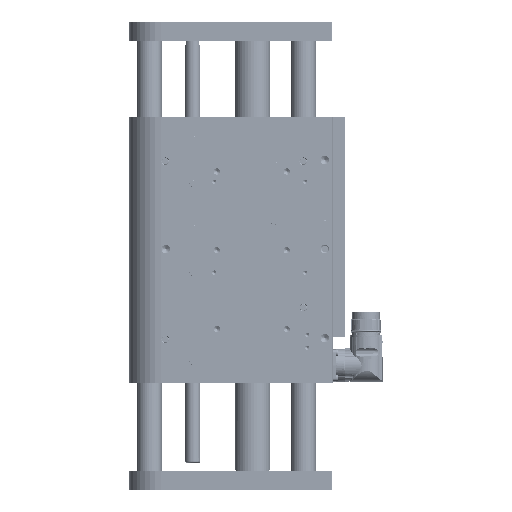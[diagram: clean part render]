
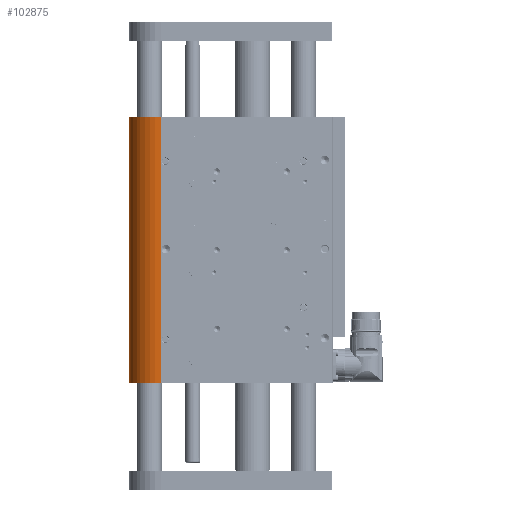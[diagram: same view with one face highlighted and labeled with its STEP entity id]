
A CAD part, left-side view. The second image highlights one B-rep face of the part: STEP entity #102875.
In plain terms, the highlighted cylindrical face has radius 25 mm (diameter 50 mm), a partial arc.
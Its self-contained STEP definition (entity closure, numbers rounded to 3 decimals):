
#2607 = VECTOR ( 'NONE', #36114, 1000. ) ;
#7557 = CARTESIAN_POINT ( 'NONE',  ( 0., 72., 209. ) ) ;
#16273 = VERTEX_POINT ( 'NONE', #49171 ) ;
#19531 = CIRCLE ( 'NONE', #107648, 25. ) ;
#21435 = VERTEX_POINT ( 'NONE', #145298 ) ;
#35125 = CARTESIAN_POINT ( 'NONE',  ( 25., 72., 0. ) ) ;
#36114 = DIRECTION ( 'NONE',  ( 0., 0., -1. ) ) ;
#37839 = CARTESIAN_POINT ( 'NONE',  ( -25., 72., 209. ) ) ;
#37873 = DIRECTION ( 'NONE',  ( 0., 0., 1. ) ) ;
#44183 = LINE ( 'NONE', #83837, #54917 ) ;
#45513 = DIRECTION ( 'NONE',  ( -1., 0., 0. ) ) ;
#49094 = LINE ( 'NONE', #37839, #2607 ) ;
#49171 = CARTESIAN_POINT ( 'NONE',  ( 25., 72., 209. ) ) ;
#49741 = AXIS2_PLACEMENT_3D ( 'NONE', #49974, #37873, #91326 ) ;
#49974 = CARTESIAN_POINT ( 'NONE',  ( 0., 72., 209. ) ) ;
#54776 = CARTESIAN_POINT ( 'NONE',  ( -25., 72., 209. ) ) ;
#54917 = VECTOR ( 'NONE', #96772, 1000. ) ;
#58030 = EDGE_LOOP ( 'NONE', ( #129669, #160145, #125838, #153283 ) ) ;
#63663 = EDGE_CURVE ( 'NONE', #16273, #120768, #167996, .T. ) ;
#67023 = DIRECTION ( 'NONE',  ( 0., 0., 1. ) ) ;
#70215 = VERTEX_POINT ( 'NONE', #35125 ) ;
#79597 = EDGE_CURVE ( 'NONE', #70215, #21435, #19531, .T. ) ;
#83837 = CARTESIAN_POINT ( 'NONE',  ( 25., 72., 209. ) ) ;
#89365 = EDGE_CURVE ( 'NONE', #120768, #21435, #49094, .T. ) ;
#91326 = DIRECTION ( 'NONE',  ( 1., 0., 0. ) ) ;
#96772 = DIRECTION ( 'NONE',  ( 0., 0., -1. ) ) ;
#102875 = ADVANCED_FACE ( 'NONE', ( #124883 ), #125723, .T. ) ;
#107648 = AXIS2_PLACEMENT_3D ( 'NONE', #133382, #67023, #144501 ) ;
#120768 = VERTEX_POINT ( 'NONE', #54776 ) ;
#124565 = EDGE_CURVE ( 'NONE', #16273, #70215, #44183, .T. ) ;
#124883 = FACE_OUTER_BOUND ( 'NONE', #58030, .T. ) ;
#125723 = CYLINDRICAL_SURFACE ( 'NONE', #135422, 25. ) ;
#125838 = ORIENTED_EDGE ( 'NONE', *, *, #63663, .F. ) ;
#129669 = ORIENTED_EDGE ( 'NONE', *, *, #79597, .T. ) ;
#133382 = CARTESIAN_POINT ( 'NONE',  ( 0., 72., 0. ) ) ;
#135422 = AXIS2_PLACEMENT_3D ( 'NONE', #7557, #149709, #45513 ) ;
#144501 = DIRECTION ( 'NONE',  ( 1., 0., 0. ) ) ;
#145298 = CARTESIAN_POINT ( 'NONE',  ( -25., 72., 0. ) ) ;
#149709 = DIRECTION ( 'NONE',  ( 0., 0., -1. ) ) ;
#153283 = ORIENTED_EDGE ( 'NONE', *, *, #124565, .T. ) ;
#160145 = ORIENTED_EDGE ( 'NONE', *, *, #89365, .F. ) ;
#167996 = CIRCLE ( 'NONE', #49741, 25. ) ;
